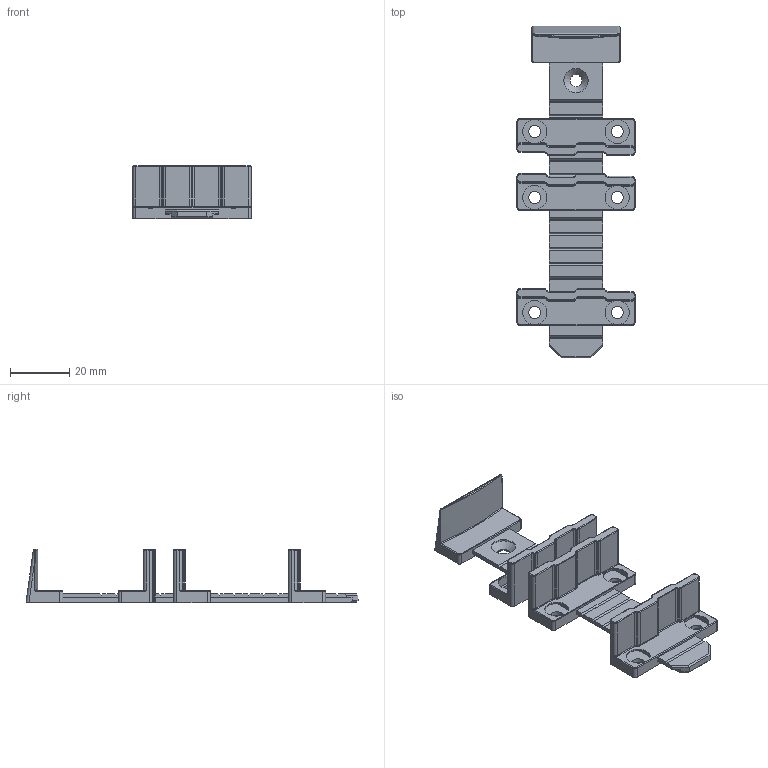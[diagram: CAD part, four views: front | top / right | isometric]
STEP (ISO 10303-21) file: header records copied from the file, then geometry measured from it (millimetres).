
FILE_DESCRIPTION(/* description */ (''),/* implementation_level */ '2;1');
FILE_NAME(/* name */ '1124.stp',/* time_stamp */ '2021-08-17T07:59:45+02:00',/* author */ ('Lionel'),/* organization */ (''),/* preprocessor_version */ 'ST-DEVELOPER v18.1',/* originating_system */ 'Autodesk Inventor 2021',/* authorisation */ '');
FILE_SCHEMA (('AUTOMOTIVE_DESIGN { 1 0 10303 214 3 1 1 }'));
Length unit declared in the file: millimetre
Products named in the file (3): 1124; 1124-2; 1124-1
Assembly tree (4 placements, depth 2):
  1124
    1124-2
    1124-1  x3
Bounding box: 40 x 112.52 x 18.1 mm (x, y, z)
Volume: 15231.4 mm3; surface area: 14146.2 mm2
Topology: 4 solids, 4 shells, 450 faces, 1143 edges, 686 vertices
Faces by surface type: plane 182, cylinder 161, torus 82, bspline 18, cone 7
Full cylindrical faces by diameter (mm): 4.1 x7, 8.2 x7
Entity records: 7072 total; most frequent: CARTESIAN_POINT 1664, ORIENTED_EDGE 1118, DIRECTION 1113, EDGE_CURVE 559, LINE 375, VECTOR 375, AXIS2_PLACEMENT_3D 369, VERTEX_POINT 346
